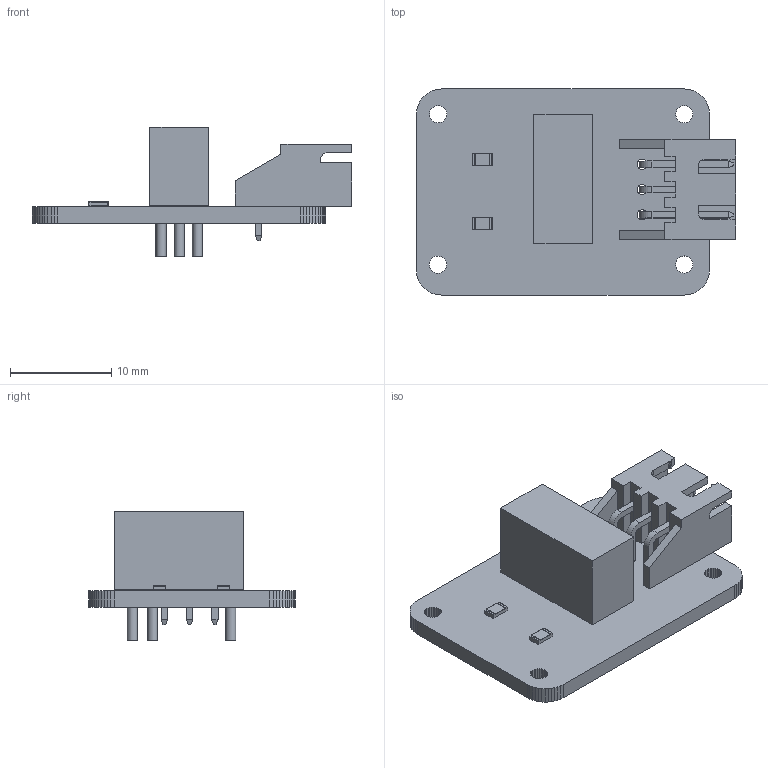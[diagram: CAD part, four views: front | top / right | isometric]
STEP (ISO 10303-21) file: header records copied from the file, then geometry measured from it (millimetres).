
FILE_DESCRIPTION(('KiCad electronic assembly'),'2;1');
FILE_NAME('ZopStop.step','2023-10-26T17:14:09',('Pcbnew'),('Kicad'), 'Open CASCADE STEP processor 7.7','KiCad to STEP converter','Unknown' );
FILE_SCHEMA(('AUTOMOTIVE_DESIGN { 1 0 10303 214 1 1 1 1 }'));
Length unit declared in the file: millimetre
Products named in the file (8): ZopStop 1; S3B-XH-A-LF--SN---3DModel-STEP-56544; COMPOUND; R_0805_2012Metric; SOLID; D2FP-FN2; ZopStop PCB
Assembly tree (8 placements, depth 3):
  ZopStop 1
    S3B-XH-A-LF--SN---3DModel-STEP-56544
      COMPOUND
    R_0805_2012Metric  x2
      SOLID
    D2FP-FN2
      COMPOUND
    ZopStop PCB
Bounding box: 31.6 x 20.39 x 12.85 mm (x, y, z)
Volume: 1766.8 mm3; surface area: 2589.9 mm2
Topology: 13 solids, 13 shells, 381 faces, 1033 edges, 678 vertices
Faces by surface type: plane 336, cylinder 45
Full cylindrical faces by diameter (mm): 0.7 x4, 1 x8, 1.2 x1
Entity records: 24070 total; most frequent: CARTESIAN_POINT 4103, DIRECTION 3662, LINE 2747, VECTOR 2747, ORIENTED_EDGE 1930, PCURVE 1930, DEFINITIONAL_REPRESENTATION 1930, EDGE_CURVE 965
